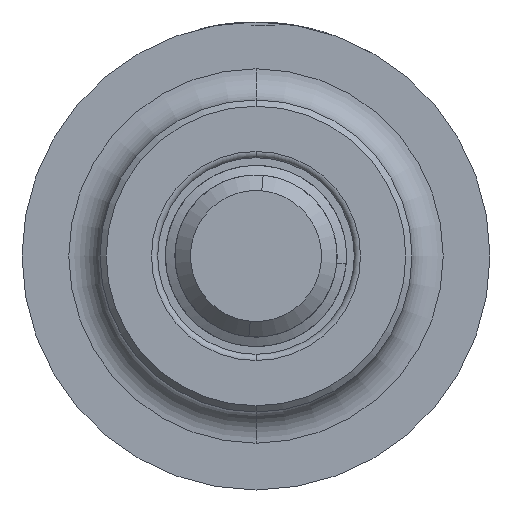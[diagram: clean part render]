
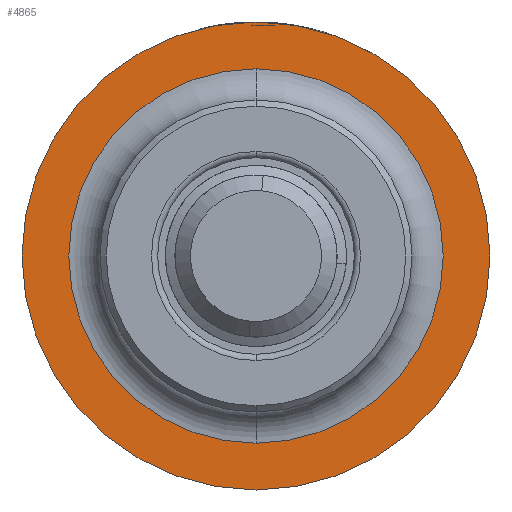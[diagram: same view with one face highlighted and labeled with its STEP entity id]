
A CAD part, front view. The second image highlights one B-rep face of the part: STEP entity #4865.
In plain terms, the highlighted planar face has unit normal (0, -1, 0).
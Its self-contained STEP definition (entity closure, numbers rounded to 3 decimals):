
#11 = DIRECTION ( 'NONE',  ( 0., 0., -1. ) ) ;
#188 = CIRCLE ( 'NONE', #420, 6. ) ;
#303 = ORIENTED_EDGE ( 'NONE', *, *, #4914, .T. ) ;
#383 = ORIENTED_EDGE ( 'NONE', *, *, #4046, .F. ) ;
#420 = AXIS2_PLACEMENT_3D ( 'NONE', #5283, #2721, #3251 ) ;
#421 = EDGE_CURVE ( 'NONE', #1455, #1836, #4073, .T. ) ;
#431 = CIRCLE ( 'NONE', #2447, 7.5 ) ;
#1002 = ORIENTED_EDGE ( 'NONE', *, *, #5747, .F. ) ;
#1251 = EDGE_LOOP ( 'NONE', ( #6310, #303 ) ) ;
#1455 = VERTEX_POINT ( 'NONE', #6528 ) ;
#1836 = VERTEX_POINT ( 'NONE', #6193 ) ;
#2447 = AXIS2_PLACEMENT_3D ( 'NONE', #4128, #3635, #6323 ) ;
#2507 = CARTESIAN_POINT ( 'NONE',  ( 0., 12.42, 0. ) ) ;
#2565 = DIRECTION ( 'NONE',  ( 0., -1., 0. ) ) ;
#2721 = DIRECTION ( 'NONE',  ( 0., -1., 0. ) ) ;
#3043 = DIRECTION ( 'NONE',  ( 0., -1., 0. ) ) ;
#3098 = DIRECTION ( 'NONE',  ( 0., 0., -1. ) ) ;
#3172 = CARTESIAN_POINT ( 'NONE',  ( 6., 12.42, 0. ) ) ;
#3251 = DIRECTION ( 'NONE',  ( 0., 0., -1. ) ) ;
#3436 = VERTEX_POINT ( 'NONE', #6674 ) ;
#3635 = DIRECTION ( 'NONE',  ( 0., -1., 0. ) ) ;
#4000 = FACE_OUTER_BOUND ( 'NONE', #1251, .T. ) ;
#4046 = EDGE_CURVE ( 'NONE', #4860, #3436, #5827, .T. ) ;
#4073 = CIRCLE ( 'NONE', #5903, 7.5 ) ;
#4128 = CARTESIAN_POINT ( 'NONE',  ( 0., 12.42, 0. ) ) ;
#4209 = PLANE ( 'NONE',  #6171 ) ;
#4335 = FACE_BOUND ( 'NONE', #4400, .T. ) ;
#4400 = EDGE_LOOP ( 'NONE', ( #383, #1002 ) ) ;
#4465 = AXIS2_PLACEMENT_3D ( 'NONE', #6741, #3043, #11 ) ;
#4701 = CARTESIAN_POINT ( 'NONE',  ( 0., 12.42, -6. ) ) ;
#4774 = DIRECTION ( 'NONE',  ( 0., -1., 0. ) ) ;
#4860 = VERTEX_POINT ( 'NONE', #4701 ) ;
#4865 = ADVANCED_FACE ( 'NONE', ( #4000, #4335 ), #4209, .T. ) ;
#4914 = EDGE_CURVE ( 'NONE', #1836, #1455, #431, .T. ) ;
#5283 = CARTESIAN_POINT ( 'NONE',  ( 0., 12.42, 0. ) ) ;
#5747 = EDGE_CURVE ( 'NONE', #3436, #4860, #188, .T. ) ;
#5827 = CIRCLE ( 'NONE', #4465, 6. ) ;
#5829 = DIRECTION ( 'NONE',  ( 0., 0., -1. ) ) ;
#5903 = AXIS2_PLACEMENT_3D ( 'NONE', #2507, #2565, #3098 ) ;
#6171 = AXIS2_PLACEMENT_3D ( 'NONE', #3172, #4774, #5829 ) ;
#6193 = CARTESIAN_POINT ( 'NONE',  ( 0., 12.42, 7.5 ) ) ;
#6310 = ORIENTED_EDGE ( 'NONE', *, *, #421, .T. ) ;
#6323 = DIRECTION ( 'NONE',  ( 0., 0., -1. ) ) ;
#6528 = CARTESIAN_POINT ( 'NONE',  ( 0., 12.42, -7.5 ) ) ;
#6674 = CARTESIAN_POINT ( 'NONE',  ( 0., 12.42, 6. ) ) ;
#6741 = CARTESIAN_POINT ( 'NONE',  ( 0., 12.42, 0. ) ) ;
